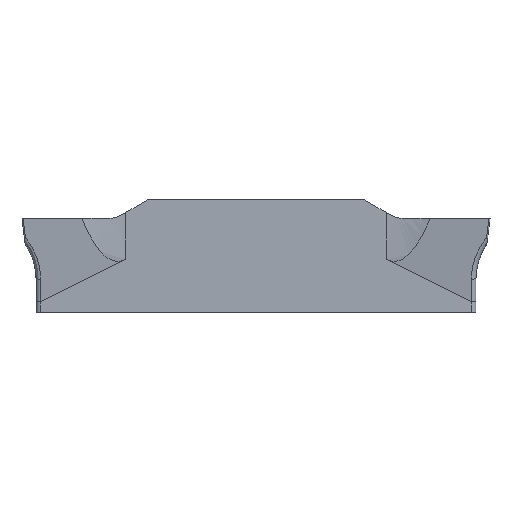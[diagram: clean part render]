
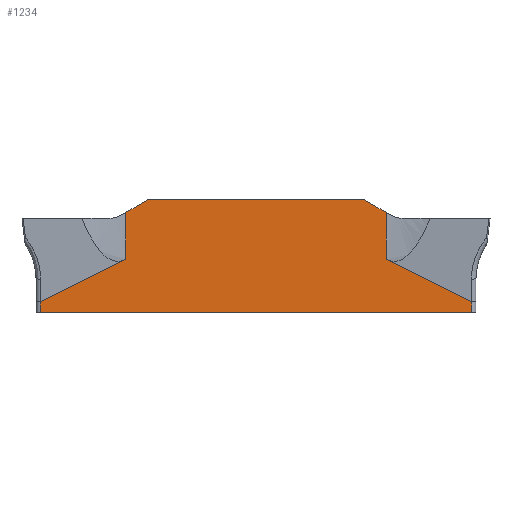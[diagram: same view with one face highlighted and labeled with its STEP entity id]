
A CAD part, left-side view. The second image highlights one B-rep face of the part: STEP entity #1234.
In plain terms, the highlighted planar face has unit normal (-1, 0, 0).
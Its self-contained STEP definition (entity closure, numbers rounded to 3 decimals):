
#45=CARTESIAN_POINT('',(-1.125,20.841,-3.88));
#46=CARTESIAN_POINT('',(-1.125,20.842,-3.88));
#47=CARTESIAN_POINT('',(-1.125,20.844,-3.881));
#48=CARTESIAN_POINT('',(-1.125,20.847,-3.882));
#49=CARTESIAN_POINT('',(-1.125,20.849,-3.882));
#50=CARTESIAN_POINT('',(-1.125,20.85,-3.882));
#55=DIRECTION('',(0.,0.866,-0.5));
#56=VECTOR('',#55,1.161);
#57=CARTESIAN_POINT('',(-1.125,15.882,0.85));
#58=LINE('',#57,#56);
#62=DIRECTION('',(0.,1.,0.));
#63=VECTOR('',#62,10.064);
#64=CARTESIAN_POINT('',(-1.125,5.818,0.85));
#65=LINE('',#64,#63);
#69=DIRECTION('',(0.,0.866,0.5));
#70=VECTOR('',#69,1.161);
#71=CARTESIAN_POINT('',(-1.125,4.812,0.269));
#72=LINE('',#71,#70);
#76=DIRECTION('',(0.,0.895,0.446));
#77=VECTOR('',#76,4.418);
#78=CARTESIAN_POINT('',(-1.125,0.859,-3.88));
#79=LINE('',#78,#77);
#90=DIRECTION('',(0.,0.,-1.));
#91=VECTOR('',#90,0.468);
#92=CARTESIAN_POINT('',(-1.125,0.85,-3.882));
#93=LINE('',#92,#91);
#170=DIRECTION('',(0.,1.,0.));
#171=VECTOR('',#170,20.);
#172=CARTESIAN_POINT('',(-1.125,0.85,-4.35));
#173=LINE('',#172,#171);
#277=DIRECTION('',(0.,0.,1.));
#278=VECTOR('',#277,2.178);
#279=CARTESIAN_POINT('',(-1.125,16.888,-1.908));
#280=LINE('',#279,#278);
#393=DIRECTION('',(0.,-0.895,0.446));
#394=VECTOR('',#393,4.418);
#395=CARTESIAN_POINT('',(-1.125,20.841,-3.88));
#396=LINE('',#395,#394);
#621=DIRECTION('',(0.,0.,1.));
#622=VECTOR('',#621,0.468);
#623=CARTESIAN_POINT('',(-1.125,20.85,-4.35));
#624=LINE('',#623,#622);
#861=DIRECTION('',(0.,0.,-1.));
#862=VECTOR('',#861,2.178);
#863=CARTESIAN_POINT('',(-1.125,4.812,0.269));
#864=LINE('',#863,#862);
#987=CARTESIAN_POINT('',(-1.125,0.859,-3.88));
#988=CARTESIAN_POINT('',(-1.125,0.858,-3.88));
#989=CARTESIAN_POINT('',(-1.125,0.856,
-3.881));
#990=CARTESIAN_POINT('',(-1.125,0.853,
-3.882));
#991=CARTESIAN_POINT('',(-1.125,0.851,
-3.882));
#992=CARTESIAN_POINT('',(-1.125,0.85,
-3.882));
#1047=CARTESIAN_POINT('',(-1.125,5.818,0.85));
#1049=VERTEX_POINT('',#1047);
#1053=CARTESIAN_POINT('',(-1.125,15.882,0.85));
#1054=VERTEX_POINT('',#1053);
#1055=CARTESIAN_POINT('',(-1.125,0.85,
-3.882));
#1056=CARTESIAN_POINT('',(-1.125,0.85,-4.35));
#1057=VERTEX_POINT('',#1055);
#1058=VERTEX_POINT('',#1056);
#1059=VERTEX_POINT('',#987);
#1060=CARTESIAN_POINT('',(-1.125,4.812,-1.908));
#1061=VERTEX_POINT('',#1060);
#1062=CARTESIAN_POINT('',(-1.125,4.812,0.269));
#1063=VERTEX_POINT('',#1062);
#1064=CARTESIAN_POINT('',(-1.125,16.888,0.269));
#1065=VERTEX_POINT('',#1064);
#1066=CARTESIAN_POINT('',(-1.125,16.888,-1.908));
#1067=VERTEX_POINT('',#1066);
#1068=CARTESIAN_POINT('',(-1.125,20.841,-3.88));
#1069=VERTEX_POINT('',#1068);
#1070=VERTEX_POINT('',#50);
#1071=CARTESIAN_POINT('',(-1.125,20.85,-4.35));
#1072=VERTEX_POINT('',#1071);
#1205=CARTESIAN_POINT('',(-1.125,10.85,0.85));
#1206=DIRECTION('',(-1.,0.,0.));
#1207=DIRECTION('',(0.,1.,0.));
#1208=AXIS2_PLACEMENT_3D('',#1205,#1206,#1207);
#1209=PLANE('',#1208);
#1211=ORIENTED_EDGE('',*,*,#1210,.T.);
#1213=ORIENTED_EDGE('',*,*,#1212,.T.);
#1215=ORIENTED_EDGE('',*,*,#1214,.T.);
#1217=ORIENTED_EDGE('',*,*,#1216,.F.);
#1219=ORIENTED_EDGE('',*,*,#1218,.T.);
#1221=ORIENTED_EDGE('',*,*,#1220,.T.);
#1223=ORIENTED_EDGE('',*,*,#1222,.F.);
#1224=ORIENTED_EDGE('',*,*,#1177,.F.);
#1225=ORIENTED_EDGE('',*,*,#1191,.F.);
#1227=ORIENTED_EDGE('',*,*,#1226,.T.);
#1229=ORIENTED_EDGE('',*,*,#1228,.F.);
#1231=ORIENTED_EDGE('',*,*,#1230,.T.);
#1232=EDGE_LOOP('',(#1211,#1213,#1215,#1217,#1219,#1221,#1223,#1224,#1225,#1227,
#1229,#1231));
#1233=FACE_OUTER_BOUND('',#1232,.F.);
#51=B_SPLINE_CURVE_WITH_KNOTS('',3,(#45,#46,#47,#48,#49,#50),.UNSPECIFIED.,.F.,
.F.,(4,1,1,4),(0.,0.333,0.667,1.),.UNSPECIFIED.);
#993=B_SPLINE_CURVE_WITH_KNOTS('',3,(#987,#988,#989,#990,#991,#992),
.UNSPECIFIED.,.F.,.F.,(4,1,1,4),(0.,0.333,0.667,1.),
.UNSPECIFIED.);
#1177=EDGE_CURVE('',#1049,#1054,#65,.T.);
#1191=EDGE_CURVE('',#1063,#1049,#72,.T.);
#1210=EDGE_CURVE('',#1057,#1058,#93,.T.);
#1212=EDGE_CURVE('',#1058,#1072,#173,.T.);
#1214=EDGE_CURVE('',#1072,#1070,#624,.T.);
#1216=EDGE_CURVE('',#1069,#1070,#51,.T.);
#1218=EDGE_CURVE('',#1069,#1067,#396,.T.);
#1220=EDGE_CURVE('',#1067,#1065,#280,.T.);
#1222=EDGE_CURVE('',#1054,#1065,#58,.T.);
#1226=EDGE_CURVE('',#1063,#1061,#864,.T.);
#1228=EDGE_CURVE('',#1059,#1061,#79,.T.);
#1230=EDGE_CURVE('',#1059,#1057,#993,.T.);
#1234=ADVANCED_FACE('',(#1233),#1209,.T.);
